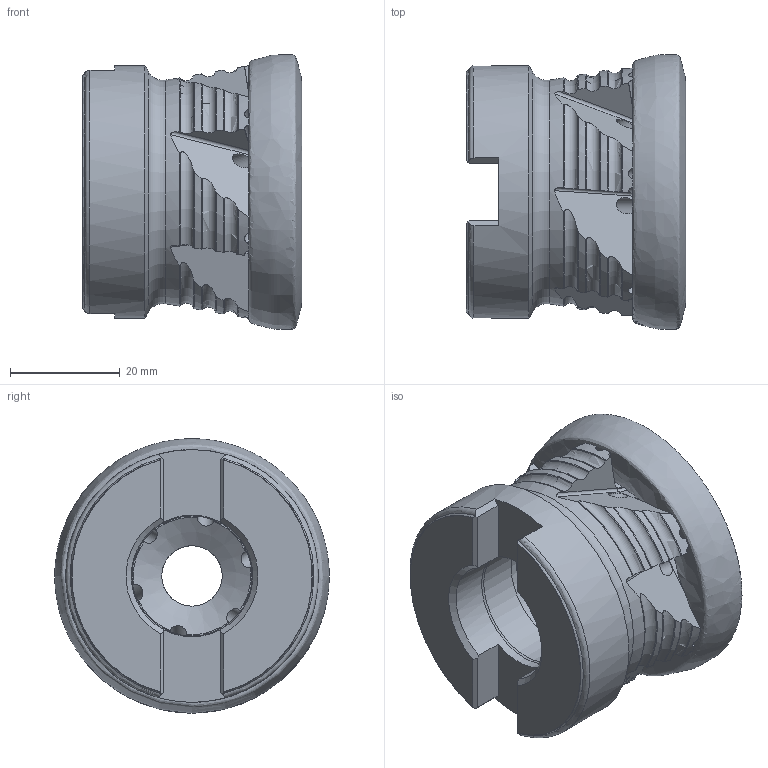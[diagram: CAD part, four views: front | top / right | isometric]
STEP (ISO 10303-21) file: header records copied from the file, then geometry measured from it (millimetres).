
FILE_DESCRIPTION (( 'STEP AP214' ), '1' );
FILE_NAME ('00PP-050-09-6.STEP', '2013-09-03T12:39:12', ( '' ), ( '' ), 'SwSTEP 2.0', 'SolidWorks 2013', '' );
FILE_SCHEMA (( 'AUTOMOTIVE_DESIGN' ));
Length unit declared in the file: millimetre
Products named in the file (1): 00PP-050-09-6
Bounding box: 40.05 x 49.99 x 49.97 mm (x, y, z)
Volume: 47392.7 mm3; surface area: 13577.6 mm2
Topology: 1 solids, 1 shells, 250 faces, 735 edges, 475 vertices
Faces by surface type: plane 78, torus 71, cylinder 54, cone 46, bspline 1
Full cylindrical faces by diameter (mm): 3 x6, 11 x1, 16.5 x1, 21.85 x1, 22.15 x1, 22.3 x1, 46 x1
Entity records: 11662 total; most frequent: CARTESIAN_POINT 5660, ORIENTED_EDGE 1404, DIRECTION 1086, EDGE_CURVE 702, AXIS2_PLACEMENT_3D 482, VERTEX_POINT 462, EDGE_LOOP 282, B_SPLINE_CURVE_WITH_KNOTS 278
